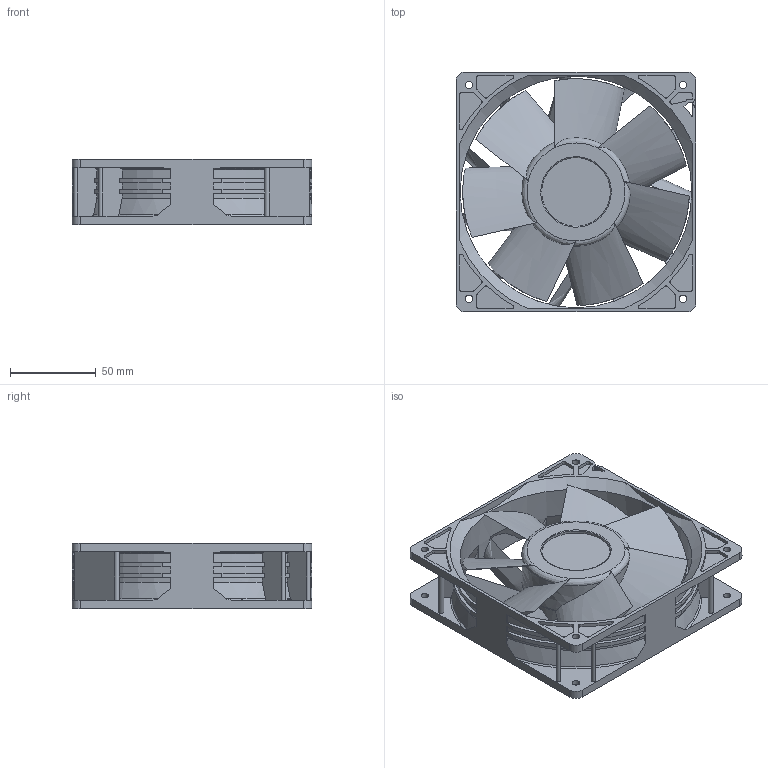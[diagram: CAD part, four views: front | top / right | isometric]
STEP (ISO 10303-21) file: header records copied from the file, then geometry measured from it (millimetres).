
FILE_DESCRIPTION((''),'2;1');
FILE_NAME('ASM0003_ASM','2020-03-30T',('LEO.CL.LIU'),(''),'CREO PARAMETRIC BY PTC INC, 2015080','CREO PARAMETRIC BY PTC INC, 2015080','');
FILE_SCHEMA(('CONFIG_CONTROL_DESIGN','GEOMETRIC_VALIDATION_PROPERTIES_MIM'));
Length unit declared in the file: millimetre
Products named in the file (3): FRAME; IMPELLER; ASM0003_ASM
Assembly tree (2 placements, depth 2):
  ASM0003_ASM
    FRAME
    IMPELLER
Bounding box: 139.7 x 139.7 x 38 mm (x, y, z)
Volume: 236534.9 mm3; surface area: 118891.9 mm2
Topology: 2 solids, 2 shells, 549 faces, 1649 edges, 1095 vertices
Faces by surface type: plane 239, cylinder 182, bspline 51, cone 34, extrusion 22, torus 21
Entity records: 25445 total; most frequent: CARTESIAN_POINT 10674, ORIENTED_EDGE 3298, DIRECTION 2777, EDGE_CURVE 1649, VERTEX_POINT 1095, AXIS2_PLACEMENT_3D 964, VECTOR 849, LINE 827
